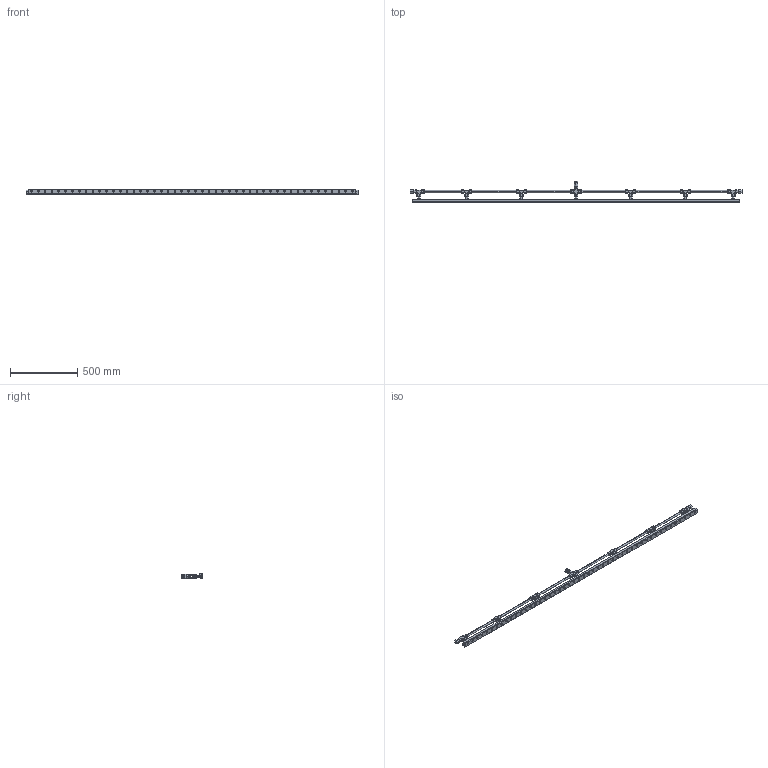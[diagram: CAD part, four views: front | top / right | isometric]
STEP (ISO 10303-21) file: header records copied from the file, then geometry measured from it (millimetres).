
FILE_DESCRIPTION(('STEP AP203'),'1');
FILE_NAME('110296ss-316pki.stp','2024-09-24T13:19:21',('TraceParts'),('TraceParts S.A.'),'Spatial InterOp 3D',' ',' ');
FILE_SCHEMA(('CONFIG_CONTROL_DESIGN'));
Length unit declared in the file: millimetre
Products named in the file (1): 1
Bounding box: 2468.88 x 158.41 x 39.02 mm (x, y, z)
Volume: 2614674.3 mm3; surface area: 891294.3 mm2
Topology: 74 solids, 74 shells, 2467 faces, 6078 edges, 3941 vertices
Faces by surface type: plane 1205, cylinder 868, cone 202, torus 192
Entity records: 73545 total; most frequent: DIRECTION 13405, CARTESIAN_POINT 13228, ORIENTED_EDGE 11956, EDGE_CURVE 5978, AXIS2_PLACEMENT_3D 5270, VERTEX_POINT 3941, EDGE_LOOP 3017, LINE 2865
